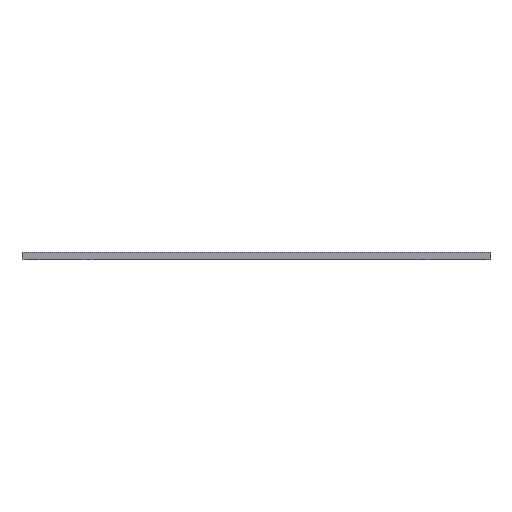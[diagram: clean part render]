
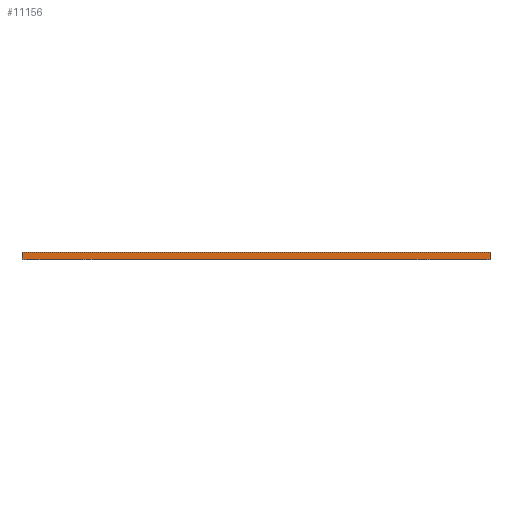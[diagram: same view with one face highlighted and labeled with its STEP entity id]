
A CAD part, top view. The second image highlights one B-rep face of the part: STEP entity #11156.
In plain terms, the highlighted planar face has unit normal (0, 0, 1).
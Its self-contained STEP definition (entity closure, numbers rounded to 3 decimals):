
#127 = VECTOR ( 'NONE', #2198, 1000. ) ;
#275 = CARTESIAN_POINT ( 'NONE',  ( -510., 0., 540. ) ) ;
#727 = DIRECTION ( 'NONE',  ( 1., 0., 0. ) ) ;
#951 = ORIENTED_EDGE ( 'NONE', *, *, #5644, .T. ) ;
#1140 = DIRECTION ( 'NONE',  ( -1., 0., 0. ) ) ;
#1209 = VECTOR ( 'NONE', #727, 1000. ) ;
#1288 = EDGE_CURVE ( 'NONE', #6261, #3150, #10901, .T. ) ;
#2153 = VECTOR ( 'NONE', #8343, 1000. ) ;
#2198 = DIRECTION ( 'NONE',  ( 1., 0., 0. ) ) ;
#2294 = DIRECTION ( 'NONE',  ( 0., -1., 0. ) ) ;
#2758 = EDGE_LOOP ( 'NONE', ( #951, #5660, #5678, #9604 ) ) ;
#2972 = CARTESIAN_POINT ( 'NONE',  ( -510., 15., 540. ) ) ;
#3150 = VERTEX_POINT ( 'NONE', #7030 ) ;
#3285 = CARTESIAN_POINT ( 'NONE',  ( -510., 15., 540. ) ) ;
#3664 = LINE ( 'NONE', #275, #127 ) ;
#3893 = DIRECTION ( 'NONE',  ( 0., 0., -1. ) ) ;
#3996 = PLANE ( 'NONE',  #11880 ) ;
#5644 = EDGE_CURVE ( 'NONE', #10531, #8507, #3664, .T. ) ;
#5660 = ORIENTED_EDGE ( 'NONE', *, *, #11017, .F. ) ;
#5678 = ORIENTED_EDGE ( 'NONE', *, *, #1288, .F. ) ;
#6242 = FACE_OUTER_BOUND ( 'NONE', #2758, .T. ) ;
#6261 = VERTEX_POINT ( 'NONE', #8390 ) ;
#6959 = LINE ( 'NONE', #3285, #9255 ) ;
#7030 = CARTESIAN_POINT ( 'NONE',  ( 510., 15., 540. ) ) ;
#7288 = CARTESIAN_POINT ( 'NONE',  ( -510., 15., 540. ) ) ;
#8343 = DIRECTION ( 'NONE',  ( 0., -1., 0. ) ) ;
#8390 = CARTESIAN_POINT ( 'NONE',  ( -510., 15., 540. ) ) ;
#8507 = VERTEX_POINT ( 'NONE', #10640 ) ;
#9255 = VECTOR ( 'NONE', #2294, 1000. ) ;
#9604 = ORIENTED_EDGE ( 'NONE', *, *, #10307, .T. ) ;
#10091 = CARTESIAN_POINT ( 'NONE',  ( -510., 0., 540. ) ) ;
#10307 = EDGE_CURVE ( 'NONE', #6261, #10531, #6959, .T. ) ;
#10531 = VERTEX_POINT ( 'NONE', #10091 ) ;
#10640 = CARTESIAN_POINT ( 'NONE',  ( 510., 0., 540. ) ) ;
#10901 = LINE ( 'NONE', #7288, #1209 ) ;
#11017 = EDGE_CURVE ( 'NONE', #3150, #8507, #11949, .T. ) ;
#11125 = CARTESIAN_POINT ( 'NONE',  ( 510., 15., 540. ) ) ;
#11156 = ADVANCED_FACE ( 'NONE', ( #6242 ), #3996, .F. ) ;
#11880 = AXIS2_PLACEMENT_3D ( 'NONE', #2972, #3893, #1140 ) ;
#11949 = LINE ( 'NONE', #11125, #2153 ) ;
